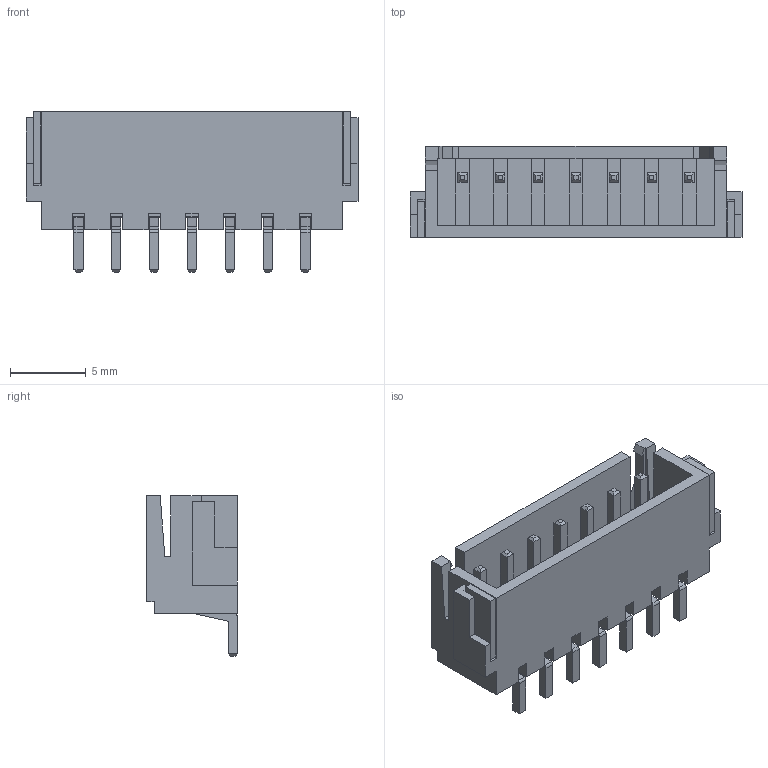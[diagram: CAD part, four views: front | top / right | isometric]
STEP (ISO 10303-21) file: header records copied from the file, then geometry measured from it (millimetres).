
FILE_DESCRIPTION(/* description */ (''),/* implementation_level */ '2;1');
FILE_NAME(/* name */ 'JACK 7.stp',/* time_stamp */ '2019-01-08T16:56:22+07:00',/* author */ ('THANH'),/* organization */ (''),/* preprocessor_version */ 'ST-DEVELOPER v16.13',/* originating_system */ 'Autodesk Inventor 2018',/* authorisation */ '');
FILE_SCHEMA (('AUTOMOTIVE_DESIGN { 1 0 10303 214 3 1 1 }'));
Length unit declared in the file: millimetre
Products named in the file (1): JACK 3
Bounding box: 21.95 x 6 x 10.6 mm (x, y, z)
Volume: 480.9 mm3; surface area: 1193.6 mm2
Topology: 3 solids, 3 shells, 312 faces, 819 edges, 527 vertices
Faces by surface type: plane 298, cylinder 14
Entity records: 9725 total; most frequent: CARTESIAN_POINT 1659, ORIENTED_EDGE 1638, DIRECTION 1473, EDGE_CURVE 819, LINE 791, VECTOR 791, VERTEX_POINT 527, AXIS2_PLACEMENT_3D 341
